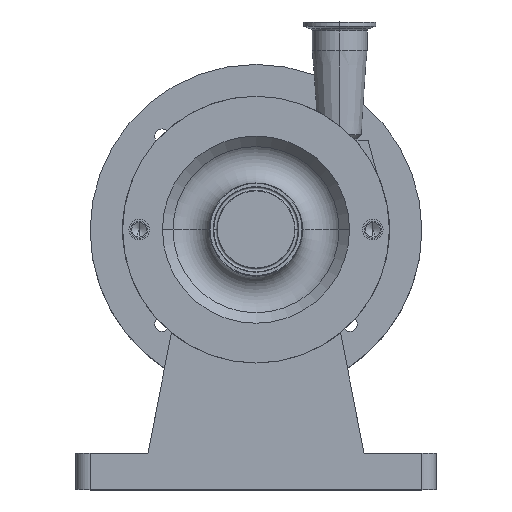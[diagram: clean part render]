
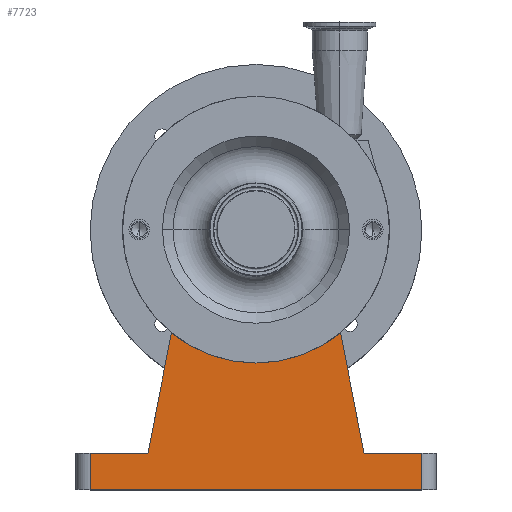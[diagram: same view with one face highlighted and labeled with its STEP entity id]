
A CAD part, top view. The second image highlights one B-rep face of the part: STEP entity #7723.
In plain terms, the highlighted planar face has unit normal (0, 0, 1).
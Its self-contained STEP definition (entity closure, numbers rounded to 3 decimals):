
#8 = VERTEX_POINT ( 'NONE', #7000 ) ;
#1726 = VECTOR ( 'NONE', #1732, 1000. ) ;
#1732 = DIRECTION ( 'NONE',  ( 0., 1., 0. ) ) ;
#1733 = CARTESIAN_POINT ( 'NONE',  ( 115., -155., 125. ) ) ;
#1736 = LINE ( 'NONE', #1733, #1726 ) ;
#1772 = CARTESIAN_POINT ( 'NONE',  ( 115., -180., 125. ) ) ;
#1788 = CARTESIAN_POINT ( 'NONE',  ( 115., -155., 125. ) ) ;
#2534 = AXIS2_PLACEMENT_3D ( 'NONE', #2536, #2599, #2621 ) ;
#2536 = CARTESIAN_POINT ( 'NONE',  ( 0., 0., 125. ) ) ;
#2546 = CIRCLE ( 'NONE', #2534, 50. ) ;
#2599 = DIRECTION ( 'NONE',  ( 0., 0., -1. ) ) ;
#2621 = DIRECTION ( 'NONE',  ( 1., 0., 0. ) ) ;
#3171 = CARTESIAN_POINT ( 'NONE',  ( -47.697, -15., 125. ) ) ;
#4389 = CARTESIAN_POINT ( 'NONE',  ( 125., -155., 125. ) ) ;
#4436 = DIRECTION ( 'NONE',  ( 1., 0., 0. ) ) ;
#4437 = VECTOR ( 'NONE', #4436, 1000. ) ;
#4440 = LINE ( 'NONE', #4389, #4437 ) ;
#4457 = CARTESIAN_POINT ( 'NONE',  ( 74.91, -155., 125. ) ) ;
#4463 = DIRECTION ( 'NONE',  ( -0.191, 0.982, 0. ) ) ;
#4464 = VECTOR ( 'NONE', #4463, 1000. ) ;
#4465 = CARTESIAN_POINT ( 'NONE',  ( 74.91, -155., 125. ) ) ;
#4466 = LINE ( 'NONE', #4465, #4464 ) ;
#4486 = PLANE ( 'NONE',  #4538 ) ;
#4490 = DIRECTION ( 'NONE',  ( -0.191, -0.982, 0. ) ) ;
#4491 = VECTOR ( 'NONE', #4490, 1000. ) ;
#4492 = CARTESIAN_POINT ( 'NONE',  ( -47.697, -15., 125. ) ) ;
#4493 = LINE ( 'NONE', #4492, #4491 ) ;
#4495 = FACE_OUTER_BOUND ( 'NONE', #7674, .T. ) ;
#4531 = DIRECTION ( 'NONE',  ( -1., 0., 0. ) ) ;
#4532 = DIRECTION ( 'NONE',  ( 0., 0., -1. ) ) ;
#4533 = CARTESIAN_POINT ( 'NONE',  ( 125., -155., 125. ) ) ;
#4538 = AXIS2_PLACEMENT_3D ( 'NONE', #4533, #4532, #4531 ) ;
#5709 = CARTESIAN_POINT ( 'NONE',  ( -115., -180., 125. ) ) ;
#5712 = CARTESIAN_POINT ( 'NONE',  ( -115., -155., 125. ) ) ;
#5715 = CARTESIAN_POINT ( 'NONE',  ( 125., -180., 125. ) ) ;
#5732 = DIRECTION ( 'NONE',  ( 0., -1., 0. ) ) ;
#5733 = VECTOR ( 'NONE', #5732, 1000. ) ;
#5734 = CARTESIAN_POINT ( 'NONE',  ( -115., -155., 125. ) ) ;
#5745 = LINE ( 'NONE', #5734, #5733 ) ;
#5758 = DIRECTION ( 'NONE',  ( 1., 0., 0. ) ) ;
#5759 = VECTOR ( 'NONE', #5758, 1000. ) ;
#5761 = LINE ( 'NONE', #5715, #5759 ) ;
#5885 = CARTESIAN_POINT ( 'NONE',  ( -74.91, -155., 125. ) ) ;
#5966 = DIRECTION ( 'NONE',  ( 1., 0., 0. ) ) ;
#5967 = VECTOR ( 'NONE', #5966, 1000. ) ;
#5968 = CARTESIAN_POINT ( 'NONE',  ( 125., -155., 125. ) ) ;
#5969 = LINE ( 'NONE', #5968, #5967 ) ;
#6457 = EDGE_CURVE ( 'NONE', #6511, #6505, #1736, .T. ) ;
#6505 = VERTEX_POINT ( 'NONE', #1788 ) ;
#6511 = VERTEX_POINT ( 'NONE', #1772 ) ;
#6698 = EDGE_CURVE ( 'NONE', #8, #6909, #2546, .T. ) ;
#6909 = VERTEX_POINT ( 'NONE', #3171 ) ;
#7000 = CARTESIAN_POINT ( 'NONE',  ( 47.697, -15., 125. ) ) ;
#7674 = EDGE_LOOP ( 'NONE', ( #7726, #7698, #7727, #7704, #7677, #7688, #7721, #7685 ) ) ;
#7677 = ORIENTED_EDGE ( 'NONE', *, *, #7679, .F. ) ;
#7679 = EDGE_CURVE ( 'NONE', #7710, #6505, #4440, .T. ) ;
#7685 = ORIENTED_EDGE ( 'NONE', *, *, #7718, .T. ) ;
#7688 = ORIENTED_EDGE ( 'NONE', *, *, #7700, .T. ) ;
#7698 = ORIENTED_EDGE ( 'NONE', *, *, #8271, .T. ) ;
#7700 = EDGE_CURVE ( 'NONE', #7710, #8, #4466, .T. ) ;
#7704 = ORIENTED_EDGE ( 'NONE', *, *, #6457, .T. ) ;
#7710 = VERTEX_POINT ( 'NONE', #4457 ) ;
#7718 = EDGE_CURVE ( 'NONE', #6909, #8411, #4493, .T. ) ;
#7721 = ORIENTED_EDGE ( 'NONE', *, *, #6698, .T. ) ;
#7723 = ADVANCED_FACE ( 'NONE', ( #4495 ), #4486, .F. ) ;
#7726 = ORIENTED_EDGE ( 'NONE', *, *, #8428, .F. ) ;
#7727 = ORIENTED_EDGE ( 'NONE', *, *, #8261, .T. ) ;
#8255 = VERTEX_POINT ( 'NONE', #5709 ) ;
#8258 = VERTEX_POINT ( 'NONE', #5712 ) ;
#8261 = EDGE_CURVE ( 'NONE', #8255, #6511, #5761, .T. ) ;
#8271 = EDGE_CURVE ( 'NONE', #8258, #8255, #5745, .T. ) ;
#8411 = VERTEX_POINT ( 'NONE', #5885 ) ;
#8428 = EDGE_CURVE ( 'NONE', #8258, #8411, #5969, .T. ) ;
